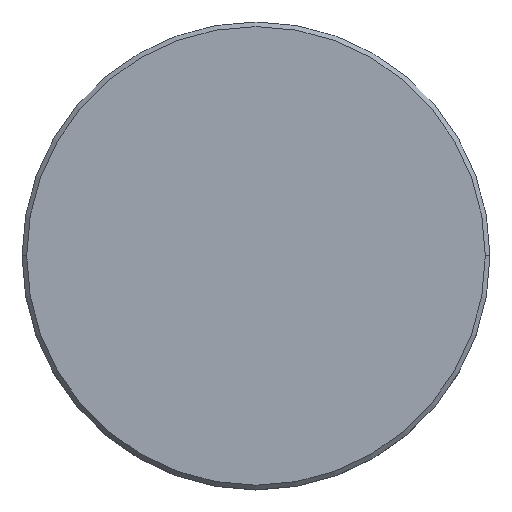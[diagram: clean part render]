
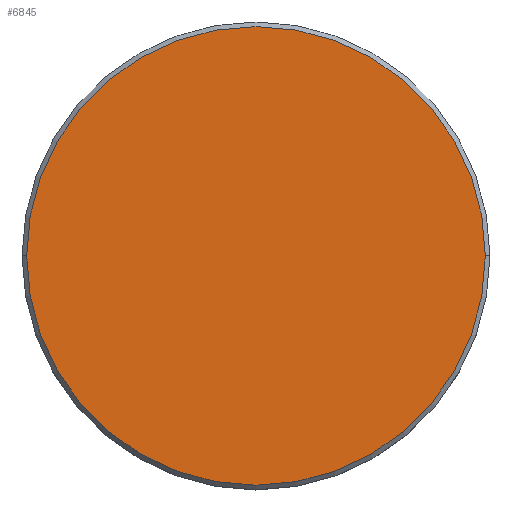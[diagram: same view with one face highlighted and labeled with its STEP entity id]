
A CAD part, top view. The second image highlights one B-rep face of the part: STEP entity #6845.
In plain terms, the highlighted planar face has unit normal (0, 0, 1).
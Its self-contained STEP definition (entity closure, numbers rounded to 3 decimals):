
#292 = CARTESIAN_POINT ( 'NONE',  ( 0., 0., 3. ) ) ;
#295 = FACE_OUTER_BOUND ( 'NONE', #1447, .T. ) ;
#743 = VERTEX_POINT ( 'NONE', #1926 ) ;
#995 = DIRECTION ( 'NONE',  ( 0., 0., 1. ) ) ;
#1017 = DIRECTION ( 'NONE',  ( 1., 0., 0. ) ) ;
#1131 = DIRECTION ( 'NONE',  ( 0., 0., 1. ) ) ;
#1384 = VERTEX_POINT ( 'NONE', #5260 ) ;
#1447 = EDGE_LOOP ( 'NONE', ( #1620, #8591 ) ) ;
#1620 = ORIENTED_EDGE ( 'NONE', *, *, #2341, .T. ) ;
#1926 = CARTESIAN_POINT ( 'NONE',  ( -12.45, 0., 3. ) ) ;
#2341 = EDGE_CURVE ( 'NONE', #743, #1384, #6804, .T. ) ;
#2788 = CIRCLE ( 'NONE', #4536, 12.45 ) ;
#4536 = AXIS2_PLACEMENT_3D ( 'NONE', #292, #5185, #1017 ) ;
#5162 = CARTESIAN_POINT ( 'NONE',  ( 0., 0., 3. ) ) ;
#5185 = DIRECTION ( 'NONE',  ( 0., 0., 1. ) ) ;
#5260 = CARTESIAN_POINT ( 'NONE',  ( 12.45, 0., 3. ) ) ;
#5308 = CARTESIAN_POINT ( 'NONE',  ( 0., 0., 3. ) ) ;
#5869 = DIRECTION ( 'NONE',  ( 1., 0., 0. ) ) ;
#6011 = DIRECTION ( 'NONE',  ( 1., 0., 0. ) ) ;
#6752 = AXIS2_PLACEMENT_3D ( 'NONE', #5162, #995, #5869 ) ;
#6793 = EDGE_CURVE ( 'NONE', #1384, #743, #2788, .T. ) ;
#6804 = CIRCLE ( 'NONE', #6752, 12.45 ) ;
#6845 = ADVANCED_FACE ( 'NONE', ( #295 ), #8776, .T. ) ;
#7332 = AXIS2_PLACEMENT_3D ( 'NONE', #5308, #1131, #6011 ) ;
#8591 = ORIENTED_EDGE ( 'NONE', *, *, #6793, .T. ) ;
#8776 = PLANE ( 'NONE',  #7332 ) ;
